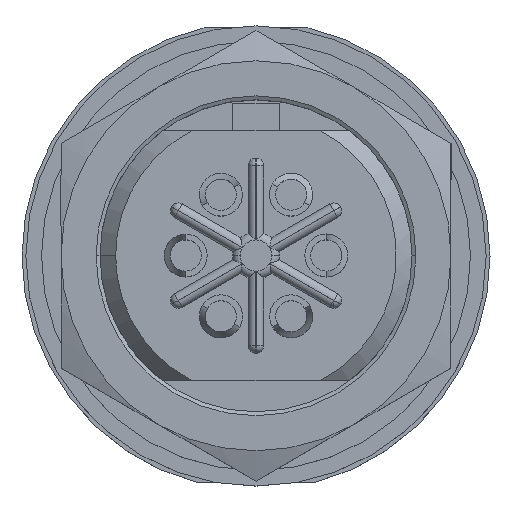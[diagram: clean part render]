
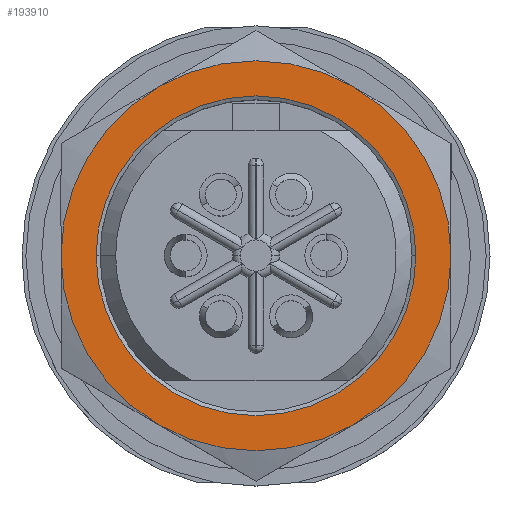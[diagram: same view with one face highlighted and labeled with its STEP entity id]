
A CAD part, top view. The second image highlights one B-rep face of the part: STEP entity #193910.
In plain terms, the highlighted face is planar.
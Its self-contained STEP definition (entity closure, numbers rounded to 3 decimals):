
#191310=CARTESIAN_POINT('',(-2.5,-4.33,-0.));
#191320=VERTEX_POINT('',#191310);
#192830=CARTESIAN_POINT('',(5.,0.,-0.));
#192840=VERTEX_POINT('',#192830);
#193190=CARTESIAN_POINT('',(-6.,-6.928,0.));
#193200=DIRECTION('',(0.,0.,-1.));
#193210=DIRECTION('',(-1.,0.,-0.));
#193220=AXIS2_PLACEMENT_3D('',#193190,#193200,#193210);
#193230=PLANE('',#193220);
#193240=CARTESIAN_POINT('',(0.,0.,
0.));
#193250=DIRECTION('',(0.,0.,1.));
#193260=DIRECTION('',(0.,1.,0.));
#193270=AXIS2_PLACEMENT_3D('',#193240,#193250,#193260);
#193280=CIRCLE('',#193270,5.);
#193290=CARTESIAN_POINT('',(2.5,-4.33,0.)
);
#193300=VERTEX_POINT('',#193290);
#193310=EDGE_CURVE('',#193300,#192840,#193280,.T.);
#193320=ORIENTED_EDGE('',*,*,#193310,.F.);
#193330=CARTESIAN_POINT('',(0.,0.,
0.));
#193340=DIRECTION('',(0.,0.,1.));
#193350=DIRECTION('',(0.,1.,0.));
#193360=AXIS2_PLACEMENT_3D('',#193330,#193340,#193350);
#193370=CIRCLE('',#193360,5.);
#193380=CARTESIAN_POINT('',(2.5,4.33,0.))
;
#193390=VERTEX_POINT('',#193380);
#193400=EDGE_CURVE('',#192840,#193390,#193370,.T.);
#193410=ORIENTED_EDGE('',*,*,#193400,.F.);
#193420=CARTESIAN_POINT('',(0.,0.,
0.));
#193430=DIRECTION('',(0.,0.,1.));
#193440=DIRECTION('',(1.,0.,0.));
#193450=AXIS2_PLACEMENT_3D('',#193420,#193430,#193440);
#193460=CIRCLE('',#193450,5.);
#193470=CARTESIAN_POINT('',(-2.5,4.33,0.)
);
#193480=VERTEX_POINT('',#193470);
#193490=EDGE_CURVE('',#193390,#193480,#193460,.T.);
#193500=ORIENTED_EDGE('',*,*,#193490,.F.);
#193510=CARTESIAN_POINT('',(0.,0.,
0.));
#193520=DIRECTION('',(0.,0.,1.));
#193530=DIRECTION('',(1.,0.,-0.));
#193540=AXIS2_PLACEMENT_3D('',#193510,#193520,#193530);
#193550=CIRCLE('',#193540,5.);
#193560=CARTESIAN_POINT('',(-5.,0.,-0.));
#193570=VERTEX_POINT('',#193560);
#193580=EDGE_CURVE('',#193480,#193570,#193550,.T.);
#193590=ORIENTED_EDGE('',*,*,#193580,.F.);
#193600=CARTESIAN_POINT('',(0.,0.,
0.));
#193610=DIRECTION('',(0.,0.,1.));
#193620=DIRECTION('',(1.,0.,0.));
#193630=AXIS2_PLACEMENT_3D('',#193600,#193610,#193620);
#193640=CIRCLE('',#193630,5.);
#193650=EDGE_CURVE('',#193570,#191320,#193640,.T.);
#193660=ORIENTED_EDGE('',*,*,#193650,.F.);
#193670=CARTESIAN_POINT('',(0.,0.,
0.));
#193680=DIRECTION('',(0.,0.,1.));
#193690=DIRECTION('',(1.,0.,-0.));
#193700=AXIS2_PLACEMENT_3D('',#193670,#193680,#193690);
#193710=CIRCLE('',#193700,5.);
#193720=EDGE_CURVE('',#191320,#193300,#193710,.T.);
#193730=ORIENTED_EDGE('',*,*,#193720,.F.);
#193740=EDGE_LOOP('',(#193730,#193660,#193590,#193500,#193410,#193320));
#193750=FACE_OUTER_BOUND('',#193740,.T.);
#193760=CARTESIAN_POINT('',(0.,0.,
0.));
#193770=DIRECTION('',(0.,0.,-1.));
#193780=DIRECTION('',(-1.,0.,0.));
#193790=AXIS2_PLACEMENT_3D('',#193760,#193770,#193780);
#193800=CIRCLE('',#193790,4.1);
#193810=CARTESIAN_POINT('',(4.1,0.,
0.));
#193820=VERTEX_POINT('',#193810);
#193830=CARTESIAN_POINT('',(-4.1,0.,
0.));
#193840=VERTEX_POINT('',#193830);
#193850=EDGE_CURVE('',#193820,#193840,#193800,.T.);
#193860=ORIENTED_EDGE('',*,*,#193850,.F.);
#193870=EDGE_CURVE('',#193840,#193820,#193800,.T.);
#193880=ORIENTED_EDGE('',*,*,#193870,.F.);
#193890=EDGE_LOOP('',(#193880,#193860));
#193900=FACE_BOUND('',#193890,.T.);
#193910=ADVANCED_FACE('',(#193750,#193900),#193230,.T.);
